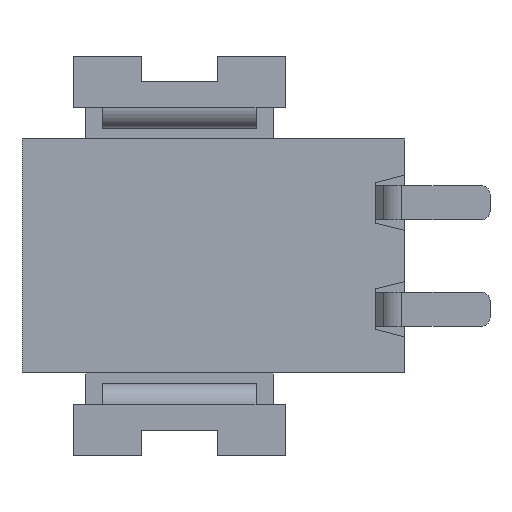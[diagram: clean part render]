
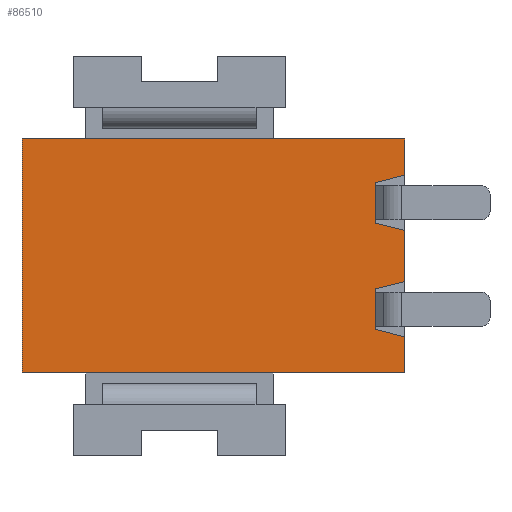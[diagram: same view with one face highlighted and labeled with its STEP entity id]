
A CAD part, front view. The second image highlights one B-rep face of the part: STEP entity #86510.
In plain terms, the highlighted planar face has unit normal (0, -1, 0).
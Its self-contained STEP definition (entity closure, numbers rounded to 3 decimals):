
#6090=CARTESIAN_POINT('',(-13.539,-17.222,5.55));
#6100=VERTEX_POINT('',#6090);
#6250=CARTESIAN_POINT('',(-4.539,-17.222,5.55));
#6260=VERTEX_POINT('',#6250);
#6290=CARTESIAN_POINT('',(0.,-17.222,5.55));
#6300=DIRECTION('',(1.,0.,0.));
#6310=VECTOR('',#6300,1.);
#6320=LINE('',#6290,#6310);
#6330=EDGE_CURVE('',#6100,#6260,#6320,.T.);
#12110=CARTESIAN_POINT('',(0.,-17.222,5.835));
#12120=DIRECTION('',(-0.97,0.,-0.243));
#12130=VECTOR('',#12120,1.);
#12140=LINE('',#12110,#12130);
#12150=CARTESIAN_POINT('',(-4.539,-17.222,4.7));
#12160=VERTEX_POINT('',#12150);
#12170=CARTESIAN_POINT('',(-5.239,-17.222,4.525));
#12180=VERTEX_POINT('',#12170);
#12190=EDGE_CURVE('',#12160,#12180,#12140,.T.);
#32110=CARTESIAN_POINT('',(-4.539,-17.222,3.4));
#32120=VERTEX_POINT('',#32110);
#32170=CARTESIAN_POINT('',(0.,-17.222,2.265));
#32180=DIRECTION('',(0.97,0.,-0.243));
#32190=VECTOR('',#32180,1.);
#32200=LINE('',#32170,#32190);
#32210=CARTESIAN_POINT('',(-5.239,-17.222,3.575));
#32220=VERTEX_POINT('',#32210);
#32230=EDGE_CURVE('',#32220,#32120,#32200,.T.);
#45000=CARTESIAN_POINT('',(-13.539,-17.222,-2.5));
#45010=DIRECTION('',(0.,0.,1.));
#45020=VECTOR('',#45010,1.);
#45030=LINE('',#45000,#45020);
#45040=CARTESIAN_POINT('',(-13.539,-17.222,0.05));
#45050=VERTEX_POINT('',#45040);
#45060=EDGE_CURVE('',#45050,#6100,#45030,.T.);
#60220=CARTESIAN_POINT('',(0.,-17.222,0.05));
#60230=DIRECTION('',(-1.,0.,0.));
#60240=VECTOR('',#60230,1.);
#60250=LINE('',#60220,#60240);
#60260=CARTESIAN_POINT('',(-4.539,-17.222,0.05));
#60270=VERTEX_POINT('',#60260);
#60280=EDGE_CURVE('',#60270,#45050,#60250,.T.);
#76070=CARTESIAN_POINT('',(0.,-17.222,-0.235));
#76080=DIRECTION('',(0.97,0.,-0.243));
#76090=VECTOR('',#76080,1.);
#76100=LINE('',#76070,#76090);
#76110=CARTESIAN_POINT('',(-5.239,-17.222,1.075));
#76120=VERTEX_POINT('',#76110);
#76130=CARTESIAN_POINT('',(-4.539,-17.222,0.9));
#76140=VERTEX_POINT('',#76130);
#76150=EDGE_CURVE('',#76120,#76140,#76100,.T.);
#77540=CARTESIAN_POINT('',(-4.539,-17.222,5.05));
#77550=DIRECTION('',(0.,0.,-1.));
#77560=VECTOR('',#77550,1.);
#77570=LINE('',#77540,#77560);
#77580=EDGE_CURVE('',#76140,#60270,#77570,.T.);
#77890=CARTESIAN_POINT('',(-4.539,-17.222,2.2));
#77900=VERTEX_POINT('',#77890);
#77930=CARTESIAN_POINT('',(-4.539,-17.222,5.05));
#77940=DIRECTION('',(0.,0.,-1.));
#77950=VECTOR('',#77940,1.);
#77960=LINE('',#77930,#77950);
#77970=EDGE_CURVE('',#32120,#77900,#77960,.T.);
#78180=CARTESIAN_POINT('',(-4.539,-17.222,2.55));
#78190=DIRECTION('',(0.,0.,-1.));
#78200=VECTOR('',#78190,1.);
#78210=LINE('',#78180,#78200);
#78220=EDGE_CURVE('',#6260,#12160,#78210,.T.);
#79410=CARTESIAN_POINT('',(-5.239,-17.222,0.));
#79420=DIRECTION('',(0.,0.,1.));
#79430=VECTOR('',#79420,1.);
#79440=LINE('',#79410,#79430);
#79450=CARTESIAN_POINT('',(-5.239,-17.222,2.025));
#79460=VERTEX_POINT('',#79450);
#79470=EDGE_CURVE('',#76120,#79460,#79440,.T.);
#86090=CARTESIAN_POINT('',(0.,-17.222,3.335));
#86100=DIRECTION('',(-0.97,0.,-0.243));
#86110=VECTOR('',#86100,1.);
#86120=LINE('',#86090,#86110);
#86130=EDGE_CURVE('',#77900,#79460,#86120,.T.);
#86270=CARTESIAN_POINT('',(-11.497,-17.222,-1.222
));
#86280=DIRECTION('',(0.,-1.,0.));
#86290=DIRECTION('',(1.,0.,0.));
#86300=AXIS2_PLACEMENT_3D('',#86270,#86280,#86290);
#86310=PLANE('',#86300);
#86320=ORIENTED_EDGE('',*,*,#6330,.F.);
#86330=ORIENTED_EDGE('',*,*,#78220,.F.);
#86340=ORIENTED_EDGE('',*,*,#12190,.F.);
#86350=CARTESIAN_POINT('',(-5.239,-17.222,0.));
#86360=DIRECTION('',(0.,0.,1.));
#86370=VECTOR('',#86360,1.);
#86380=LINE('',#86350,#86370);
#86390=EDGE_CURVE('',#32220,#12180,#86380,.T.);
#86400=ORIENTED_EDGE('',*,*,#86390,.T.);
#86410=ORIENTED_EDGE('',*,*,#32230,.F.);
#86420=ORIENTED_EDGE('',*,*,#77970,.F.);
#86430=ORIENTED_EDGE('',*,*,#86130,.F.);
#86440=ORIENTED_EDGE('',*,*,#79470,.T.);
#86450=ORIENTED_EDGE('',*,*,#76150,.F.);
#86460=ORIENTED_EDGE('',*,*,#77580,.F.);
#86470=ORIENTED_EDGE('',*,*,#60280,.F.);
#86480=ORIENTED_EDGE('',*,*,#45060,.F.);
#86490=EDGE_LOOP('',(#86480,#86470,#86460,#86450,#86440,#86430,#86420,
#86410,#86400,#86340,#86330,#86320));
#86500=FACE_OUTER_BOUND('',#86490,.T.);
#86510=ADVANCED_FACE('',(#86500),#86310,.T.);
